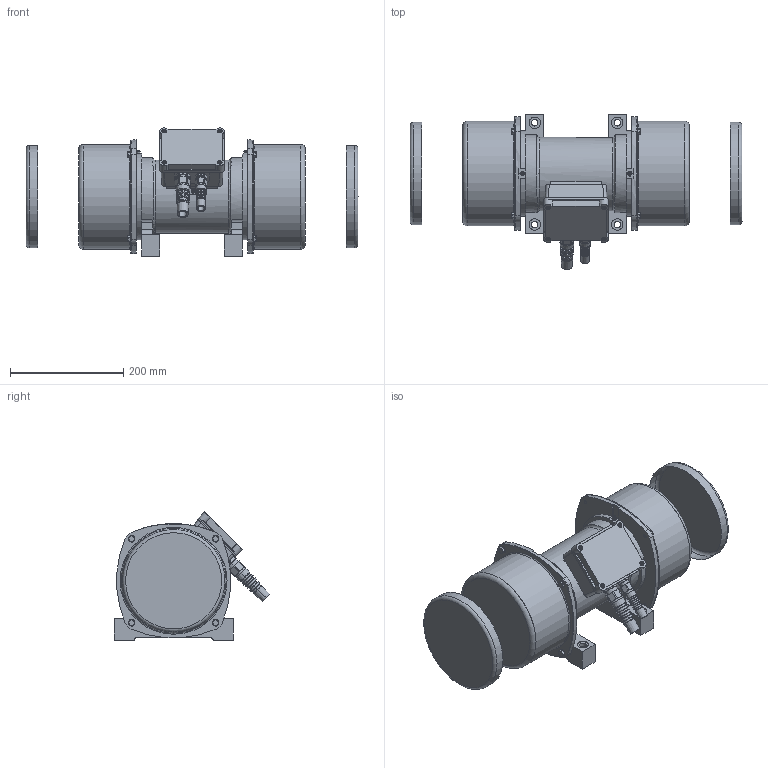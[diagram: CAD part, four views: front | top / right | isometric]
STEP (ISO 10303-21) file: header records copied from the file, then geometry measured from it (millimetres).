
FILE_DESCRIPTION(/* description */ (''),/* implementation_level */ '2;1');
FILE_NAME(/* name */ 'JX10-6-70_60HZ',/* time_stamp */ '2020-10-01T11:00:14+02:00',/* author */ (''),/* organization */ (''),/* preprocessor_version */ 'ST-DEVELOPER v16.5',/* originating_system */ 'HiCAD 2019 2402.2 Build 521',/* authorisation */ '');
FILE_SCHEMA (('AUTOMOTIVE_DESIGN { 1 0 10303 214 1 1 1 1 }'));
Length unit declared in the file: millimetre
Products named in the file (34): Root; Aktuelle JX Antriebe - mit Erdungsbohrung; 60Hz; 0311925_UNWUCHTANTRIEB; Haubenausbaumaß; HAUBE RECHTS; HAUBE LINKS; JX10-6-100; Haube; Normteilgruppe _0; DIN 128-A 6-FSt_Scheiben_0; ISO 4017-M6x12-8.8_Sechskantschrauben_0; ZUSATZGEWICHT; Gehäuse; Erdungsbohrung M5; DIN 920-M5x10-4.8_Flachkopfschrauben
Assembly tree (33 placements, depth 8):
  Root
    Aktuelle JX Antriebe - mit Erdungsbohrung
      60Hz
        0311925_UNWUCHTANTRIEB
          Haubenausbaumaß
            HAUBE RECHTS
            HAUBE LINKS
          JX10-6-100
            Haube
              Normteilgruppe _0
                DIN 128-A 6-FSt_Scheiben_0
                DIN 128-A 6-FSt_Scheiben_0
                DIN 128-A 6-FSt_Scheiben_0
                DIN 128-A 6-FSt_Scheiben_0
              Normteilgruppe _0
                ISO 4017-M6x12-8.8_Sechskantschrauben_0
                ISO 4017-M6x12-8.8_Sechskantschrauben_0
                ISO 4017-M6x12-8.8_Sechskantschrauben_0
                ISO 4017-M6x12-8.8_Sechskantschrauben_0
            Haube
              Normteilgruppe _0
                DIN 128-A 6-FSt_Scheiben_0
                DIN 128-A 6-FSt_Scheiben_0
                DIN 128-A 6-FSt_Scheiben_0
                DIN 128-A 6-FSt_Scheiben_0
              Normteilgruppe _0
                ISO 4017-M6x12-8.8_Sechskantschrauben_0
                ISO 4017-M6x12-8.8_Sechskantschrauben_0
                ISO 4017-M6x12-8.8_Sechskantschrauben_0
                ISO 4017-M6x12-8.8_Sechskantschrauben_0
            ZUSATZGEWICHT
            Gehäuse
          Erdungsbohrung M5
            DIN 920-M5x10-4.8_Flachkopfschrauben
Bounding box: 587 x 274.95 x 226.87 mm (x, y, z)
Volume: 4142375.7 mm3; surface area: 882251.1 mm2
Topology: 21 solids, 35 shells, 850 faces, 1996 edges, 1276 vertices
Faces by surface type: plane 419, cylinder 233, cone 160, torus 34, sphere 4
Full cylindrical faces by diameter (mm): 3.141 x4, 4 x4, 4.2 x1, 5 x9, 6 x8, 6.5 x1, 7 x4, 8.5 x4, 9 x8, 11.5 x4, 16 x4, 20 x4, 82.7 x1, 96 x1, 130 x1, 181 x2, 182 x2, 185 x2
Entity records: 43333 total; most frequent: CARTESIAN_POINT 5074, DIRECTION 4293, PRESENTATION_STYLE_ASSIGNMENT 3715, COLOUR_RGB 3695, DRAUGHTING_PRE_DEFINED_CURVE_FONT 3692, CURVE_STYLE 3692, OVER_RIDING_STYLED_ITEM 3692, ORIENTED_EDGE 3692
